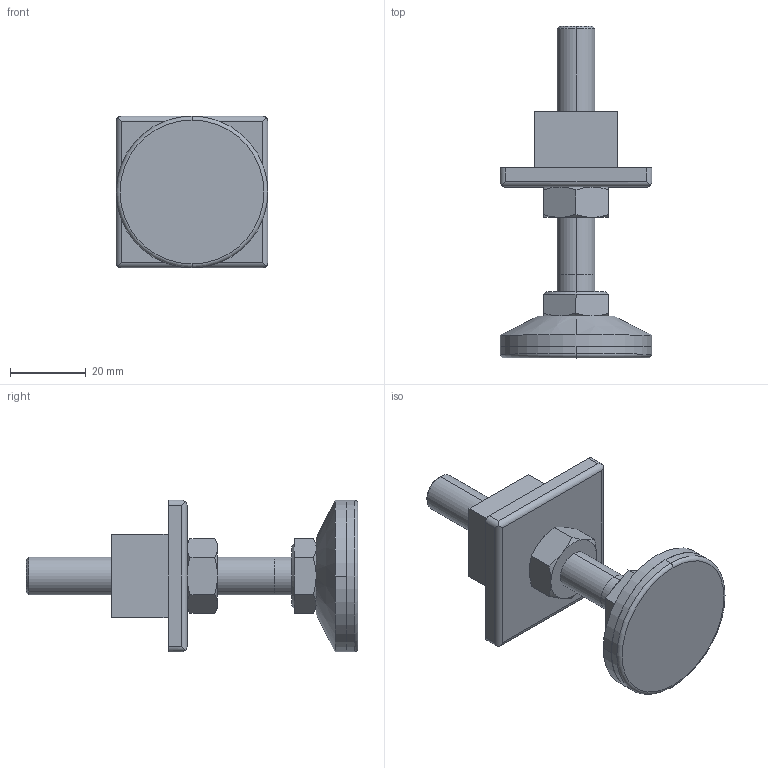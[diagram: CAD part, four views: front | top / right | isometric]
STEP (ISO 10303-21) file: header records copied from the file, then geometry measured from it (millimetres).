
FILE_DESCRIPTION(('Creo Elements/Direct Modeling STEP Export'),'2;1');
FILE_NAME('44.0255_Stellfuß-MMS-44_40-M10-87mm-KS.stp','2022-03-21T 8:59:50',(''),(''),'PTC Creo Elements/Direct Modeling STEP processor for AP214 (Solid Model)','PTC Creo Elements/Direct Modeling 19.0C 15-Aug-2015 (C) Parametric Technology GmbH','');
FILE_SCHEMA(('AUTOMOTIVE_DESIGN { 1 0 10303 214 1 1 1 1 }'));
Length unit declared in the file: millimetre
Products named in the file (4): Stellfuß-MMS-33_40-M10-87mm-KS_33.0255.oF_PX173779; Sechskantmutter-DIN934_M10-8.8-verz_11017_PX171718; Abdeckkappe-MMS-44_40x40x20-M10_44.0311_PX171720.02; Stellfuß-MMS-44_40-M10-87mm-KS_44.0255_PX173780
Assembly tree (3 placements, depth 2):
  Stellfuß-MMS-44_40-M10-87mm-KS_44.0255_PX173780
    Abdeckkappe-MMS-44_40x40x20-M10_44.0311_PX171720.02
    Sechskantmutter-DIN934_M10-8.8-verz_11017_PX171718
    Stellfuß-MMS-33_40-M10-87mm-KS_33.0255.oF_PX173779
Bounding box: 40 x 87.4 x 40 mm (x, y, z)
Volume: 33781.1 mm3; surface area: 12534.5 mm2
Topology: 3 solids, 3 shells, 92 faces, 207 edges, 125 vertices
Faces by surface type: plane 36, cone 34, cylinder 20, torus 2
Entity records: 3640 total; most frequent: CARTESIAN_POINT 1611, ORIENTED_EDGE 414, DIRECTION 326, EDGE_CURVE 207, VERTEX_POINT 125, AXIS2_PLACEMENT_3D 124, EDGE_LOOP 100, FACE_OUTER_BOUND 92
